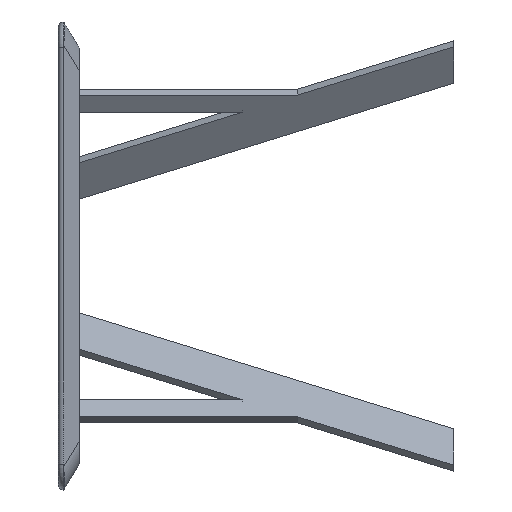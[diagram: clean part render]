
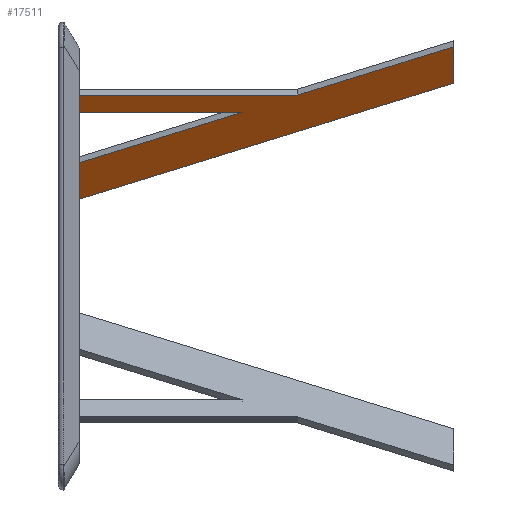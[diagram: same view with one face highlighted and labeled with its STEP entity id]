
A CAD part, left-side view. The second image highlights one B-rep face of the part: STEP entity #17511.
In plain terms, the highlighted planar face has unit normal (-0.819, 0, -0.574).
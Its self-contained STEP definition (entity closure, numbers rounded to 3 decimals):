
#416 = ORIENTED_EDGE ( 'NONE', *, *, #70455, .T. ) ;
#2070 = VECTOR ( 'NONE', #70832, 1000. ) ;
#3514 = CARTESIAN_POINT ( 'NONE',  ( -85.598, 120.182, 1591.792 ) ) ;
#4442 = VECTOR ( 'NONE', #69065, 1000. ) ;
#4717 = DIRECTION ( 'NONE',  ( 0.574, 0., -0.819 ) ) ;
#5183 = VERTEX_POINT ( 'NONE', #92497 ) ;
#6297 = VECTOR ( 'NONE', #79664, 1000. ) ;
#7307 = LINE ( 'NONE', #81851, #98077 ) ;
#7793 = CARTESIAN_POINT ( 'NONE',  ( 21.912, 842.124, 1438.252 ) ) ;
#8407 = CARTESIAN_POINT ( 'NONE',  ( -69.594, 420.182, 1568.936 ) ) ;
#13135 = LINE ( 'NONE', #21652, #4442 ) ;
#13520 = DIRECTION ( 'NONE',  ( 0.574, 0., -0.819 ) ) ;
#15009 = CARTESIAN_POINT ( 'NONE',  ( -46.651, 525.974, 1536.17 ) ) ;
#16885 = DIRECTION ( 'NONE',  ( -0.203, -0.935, 0.29 ) ) ;
#17511 = ADVANCED_FACE ( 'NONE', ( #60060 ), #45171, .F. ) ;
#19651 = ORIENTED_EDGE ( 'NONE', *, *, #26567, .T. ) ;
#20514 = EDGE_CURVE ( 'NONE', #91311, #5183, #72780, .T. ) ;
#20570 = EDGE_LOOP ( 'NONE', ( #416, #81780, #66644, #48065, #51011, #19651, #73422, #75266 ) ) ;
#20682 = CARTESIAN_POINT ( 'NONE',  ( 2.103, 855.182, 1466.542 ) ) ;
#21652 = CARTESIAN_POINT ( 'NONE',  ( -69.594, 855.182, 1568.936 ) ) ;
#21846 = VERTEX_POINT ( 'NONE', #3514 ) ;
#22859 = VECTOR ( 'NONE', #13520, 1000. ) ;
#25620 = CARTESIAN_POINT ( 'NONE',  ( 21.912, 842.124, 1438.252 ) ) ;
#26567 = EDGE_CURVE ( 'NONE', #69391, #94668, #88086, .T. ) ;
#31112 = CARTESIAN_POINT ( 'NONE',  ( 2.103, 855.181, 1466.542 ) ) ;
#32523 = VERTEX_POINT ( 'NONE', #86343 ) ;
#36128 = VERTEX_POINT ( 'NONE', #8407 ) ;
#44190 = LINE ( 'NONE', #103281, #2070 ) ;
#45171 = PLANE ( 'NONE',  #56239 ) ;
#47165 = CARTESIAN_POINT ( 'NONE',  ( 2.103, 120.182, 1466.542 ) ) ;
#48065 = ORIENTED_EDGE ( 'NONE', *, *, #84407, .T. ) ;
#48127 = LINE ( 'NONE', #31112, #104932 ) ;
#51011 = ORIENTED_EDGE ( 'NONE', *, *, #102710, .F. ) ;
#53184 = EDGE_CURVE ( 'NONE', #94668, #91311, #44190, .T. ) ;
#55188 = DIRECTION ( 'NONE',  ( 0.203, 0.935, -0.29 ) ) ;
#56239 = AXIS2_PLACEMENT_3D ( 'NONE', #20682, #102644, #4717 ) ;
#56395 = VECTOR ( 'NONE', #58084, 1000. ) ;
#58084 = DIRECTION ( 'NONE',  ( 0.203, 0.935, -0.29 ) ) ;
#60060 = FACE_OUTER_BOUND ( 'NONE', #20570, .T. ) ;
#66644 = ORIENTED_EDGE ( 'NONE', *, *, #69632, .T. ) ;
#69065 = DIRECTION ( 'NONE',  ( 0., -1., 0. ) ) ;
#69391 = VERTEX_POINT ( 'NONE', #91412 ) ;
#69632 = EDGE_CURVE ( 'NONE', #21846, #85140, #102509, .T. ) ;
#70455 = EDGE_CURVE ( 'NONE', #5183, #32523, #48127, .T. ) ;
#70832 = DIRECTION ( 'NONE',  ( 0., -1., 0. ) ) ;
#72662 = DIRECTION ( 'NONE',  ( 0.574, 0., -0.819 ) ) ;
#72780 = LINE ( 'NONE', #7793, #84041 ) ;
#73422 = ORIENTED_EDGE ( 'NONE', *, *, #53184, .T. ) ;
#75266 = ORIENTED_EDGE ( 'NONE', *, *, #20514, .T. ) ;
#79664 = DIRECTION ( 'NONE',  ( -0.574, 0., 0.819 ) ) ;
#81780 = ORIENTED_EDGE ( 'NONE', *, *, #94990, .T. ) ;
#81851 = CARTESIAN_POINT ( 'NONE',  ( 64.832, 813.831, 1376.955 ) ) ;
#84041 = VECTOR ( 'NONE', #55188, 1000. ) ;
#84062 = CARTESIAN_POINT ( 'NONE',  ( -46.651, 855.181, 1536.17 ) ) ;
#84407 = EDGE_CURVE ( 'NONE', #85140, #36128, #98576, .T. ) ;
#85140 = VERTEX_POINT ( 'NONE', #88652 ) ;
#86343 = CARTESIAN_POINT ( 'NONE',  ( 73.8, 855.181, 1364.148 ) ) ;
#88086 = LINE ( 'NONE', #95499, #22859 ) ;
#88652 = CARTESIAN_POINT ( 'NONE',  ( -134.655, 120.182, 1661.852 ) ) ;
#91311 = VERTEX_POINT ( 'NONE', #15009 ) ;
#91412 = CARTESIAN_POINT ( 'NONE',  ( -69.594, 855.181, 1568.936 ) ) ;
#92497 = CARTESIAN_POINT ( 'NONE',  ( 24.743, 855.181, 1434.208 ) ) ;
#94668 = VERTEX_POINT ( 'NONE', #84062 ) ;
#94990 = EDGE_CURVE ( 'NONE', #32523, #21846, #7307, .T. ) ;
#95499 = CARTESIAN_POINT ( 'NONE',  ( 2.103, 855.181, 1466.542 ) ) ;
#98077 = VECTOR ( 'NONE', #16885, 1000. ) ;
#98576 = LINE ( 'NONE', #25620, #56395 ) ;
#102509 = LINE ( 'NONE', #47165, #6297 ) ;
#102644 = DIRECTION ( 'NONE',  ( 0.819, 0., 0.574 ) ) ;
#102710 = EDGE_CURVE ( 'NONE', #69391, #36128, #13135, .T. ) ;
#103281 = CARTESIAN_POINT ( 'NONE',  ( -46.651, 855.182, 1536.17 ) ) ;
#104932 = VECTOR ( 'NONE', #72662, 1000. ) ;
